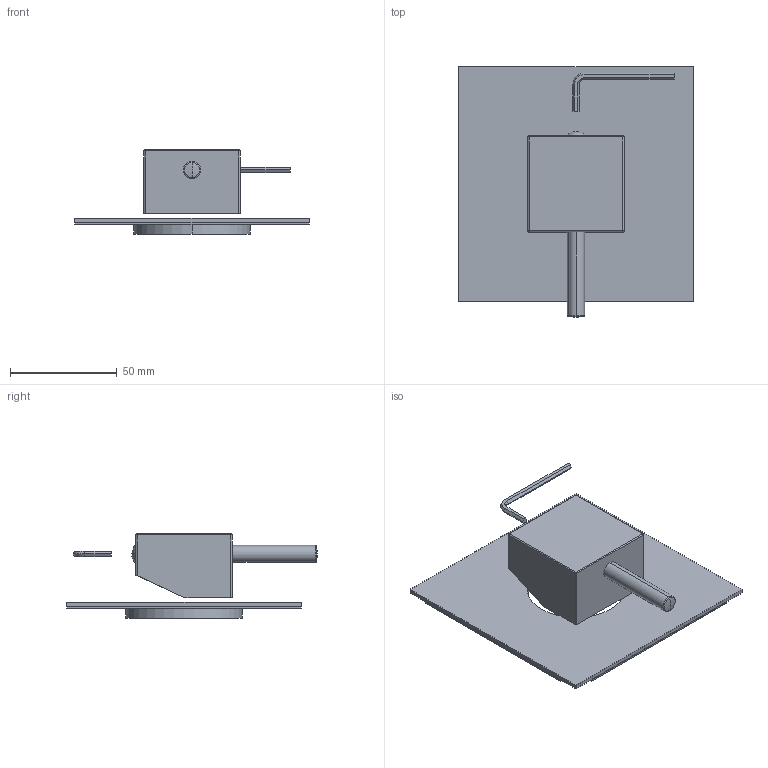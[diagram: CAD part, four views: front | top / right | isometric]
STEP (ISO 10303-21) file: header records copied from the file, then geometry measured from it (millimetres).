
FILE_DESCRIPTION((''),'2;1');
FILE_NAME('LEA010CR-MEST_ASM','2021-01-29T13:05:41',('stefano.gianpani'),('PAFFONI SpA'),'CREO PARAMETRIC BY PTC INC, 2020044','CREO PARAMETRIC BY PTC INC, 2020044','');
FILE_SCHEMA(('CONFIG_CONTROL_DESIGN','SHAPE_APPEARANCE_LAYERS_GROUPS'));
Length unit declared in the file: millimetre
Products named in the file (11): 2041734_CORPO-LEVA; 2041734_LEVA; 2041734CR_ASM; 592305006A2I; TCF08CRTE; CHBR25; 8001113CR_ASM; 4061170CRI; 2092467_AF0; 2091415; LEA010CR-MEST_ASM
Assembly tree (13 placements, depth 3):
  LEA010CR-MEST_ASM
    2041734CR_ASM
      2041734_CORPO-LEVA
      2041734_LEVA
    8001113CR_ASM
      592305006A2I
      TCF08CRTE
      CHBR25
    4061170CRI
    2092467_AF0
    2091415  x4
Bounding box: 110 x 117.5 x 39.5 mm (x, y, z)
Volume: 43864.3 mm3; surface area: 51050.9 mm2
Topology: 11 solids, 15 shells, 204 faces, 486 edges, 310 vertices
Faces by surface type: plane 120, cylinder 48, cone 20, sphere 8, torus 8
Entity records: 7874 total; most frequent: CARTESIAN_POINT 1019, DIRECTION 1014, ORIENTED_EDGE 876, PRESENTATION_STYLE_ASSIGNMENT 553, STYLED_ITEM 553, CURVE_STYLE 446, EDGE_CURVE 446, AXIS2_PLACEMENT_3D 359
